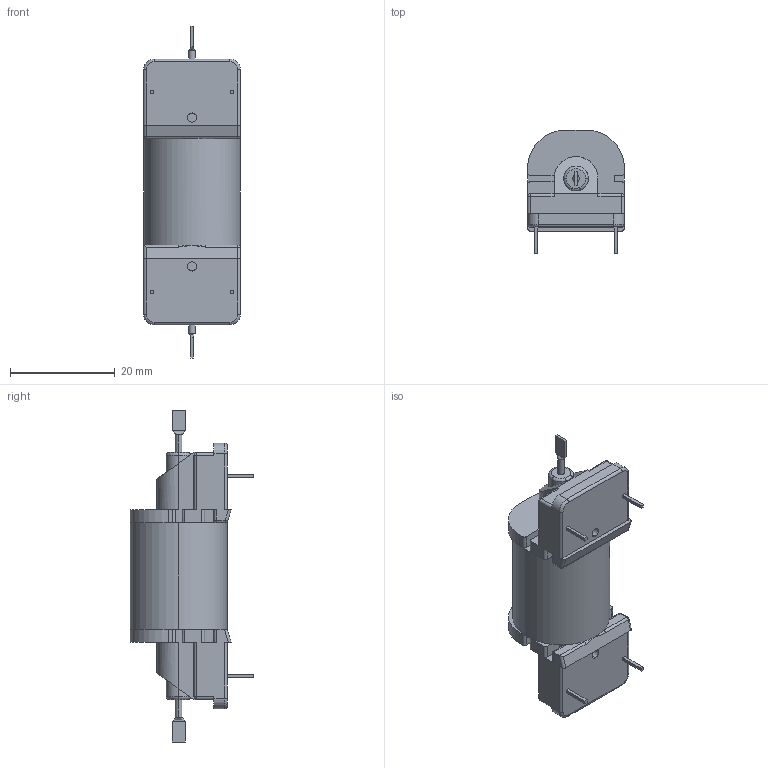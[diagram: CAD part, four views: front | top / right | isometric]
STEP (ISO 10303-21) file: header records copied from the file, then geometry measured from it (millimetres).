
FILE_DESCRIPTION (( 'STEP AP214' ), '1' );
FILE_NAME ('GR6HBA318_step_070813.STEP', '2013-07-09T00:02:07', ( 'User' ), ( '' ), 'SwSTEP 2.0', 'SolidWorks 2010', '' );
FILE_SCHEMA (( 'AUTOMOTIVE_DESIGN' ));
Length unit declared in the file: inch
Products named in the file (1): GR6HBA318_step_070813
Bounding box: 18.54 x 23.62 x 63.5 mm (x, y, z)
Volume: 10745 mm3; surface area: 3996.4 mm2
Topology: 1 solids, 1 shells, 220 faces, 561 edges, 345 vertices
Faces by surface type: plane 116, cylinder 73, bspline 12, torus 10, sphere 9
Entity records: 7572 total; most frequent: CARTESIAN_POINT 1381, DIRECTION 1126, ORIENTED_EDGE 1106, EDGE_CURVE 553, AXIS2_PLACEMENT_3D 390, LINE 346, VECTOR 346, VERTEX_POINT 345
